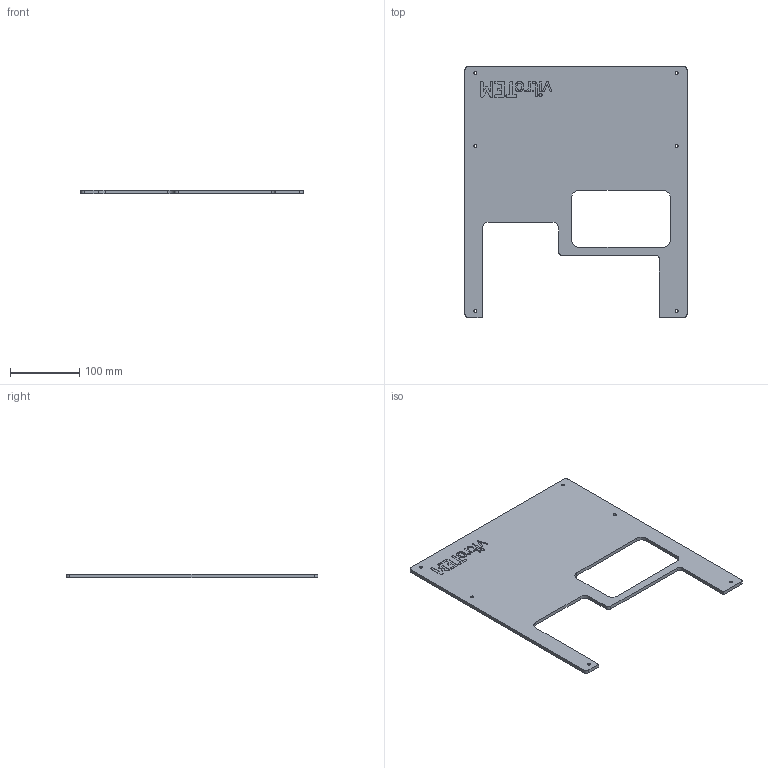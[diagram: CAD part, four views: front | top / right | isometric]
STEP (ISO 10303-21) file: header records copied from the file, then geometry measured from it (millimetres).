
FILE_DESCRIPTION (( 'STEP AP203' ), '1' );
FILE_NAME ('20-019406.step', '2022-04-19T12:32:58', ( '' ), ( '' ), 'SwSTEP 2.0', 'SolidWorks 2021', '' );
FILE_SCHEMA (( 'CONFIG_CONTROL_DESIGN' ));
Length unit declared in the file: millimetre
Products named in the file (1): 20-019406
Bounding box: 320 x 362.5 x 5 mm (x, y, z)
Volume: 380256.3 mm3; surface area: 163252.7 mm2
Topology: 1 solids, 1 shells, 224 faces, 632 edges, 421 vertices
Faces by surface type: bspline 137, plane 63, cylinder 24
Entity records: 8063 total; most frequent: CARTESIAN_POINT 3059, ORIENTED_EDGE 1264, EDGE_CURVE 632, DIRECTION 582, VERTEX_POINT 421, LINE 310, VECTOR 310, B_SPLINE_CURVE_WITH_KNOTS 274
